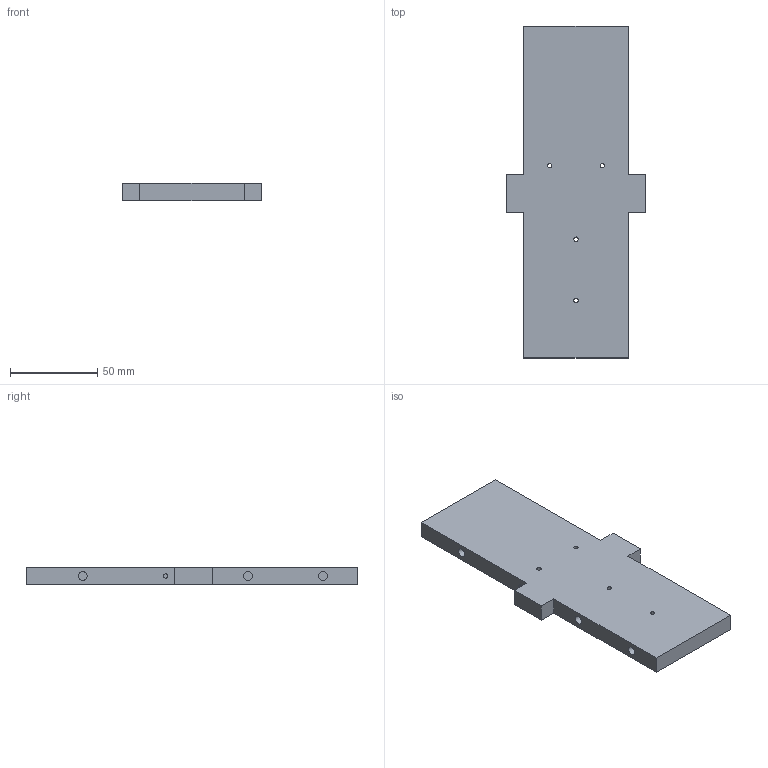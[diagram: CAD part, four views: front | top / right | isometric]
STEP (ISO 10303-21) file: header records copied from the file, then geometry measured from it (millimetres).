
FILE_DESCRIPTION(('FreeCAD Model'),'2;1');
FILE_NAME('chassis.stp','2020-04-02T16:30:03',('Author'),(''), 'Open CASCADE STEP processor 7.3','FreeCAD','Unknown');
FILE_SCHEMA(('AUTOMOTIVE_DESIGN { 1 0 10303 214 1 1 1 1 }'));
Length unit declared in the file: millimetre
Products named in the file (1): Body
Bounding box: 80 x 190 x 10 mm (x, y, z)
Volume: 116829.2 mm3; surface area: 30611.5 mm2
Topology: 1 solids, 1 shells, 38 faces, 78 edges, 52 vertices
Faces by surface type: plane 24, cylinder 14
Full cylindrical faces by diameter (mm): 2.5 x8, 5 x6
Entity records: 2098 total; most frequent: CARTESIAN_POINT 397, DIRECTION 328, LINE 178, VECTOR 178, ORIENTED_EDGE 156, PCURVE 156, DEFINITIONAL_REPRESENTATION 156, EDGE_CURVE 78
